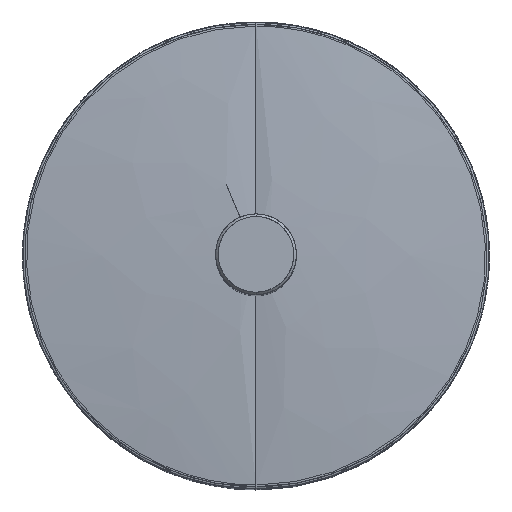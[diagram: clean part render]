
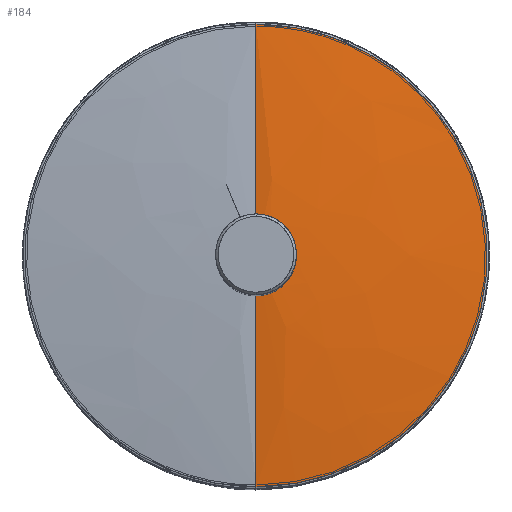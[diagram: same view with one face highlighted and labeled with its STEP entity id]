
A CAD part, top view. The second image highlights one B-rep face of the part: STEP entity #184.
In plain terms, the highlighted free-form (B-spline) face has degree [3, 3] with [4, 4] control points.
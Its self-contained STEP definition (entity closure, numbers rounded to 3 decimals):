
#184=ADVANCED_FACE('',(#237),#1521,.T.);
#237=FACE_OUTER_BOUND('',#300,.T.);
#300=EDGE_LOOP('',(#450,#451,#452));
#450=ORIENTED_EDGE('',*,*,#1237,.F.);
#451=ORIENTED_EDGE('',*,*,#1238,.T.);
#452=ORIENTED_EDGE('',*,*,#1235,.F.);
#619=PCURVE('',#1520,#791);
#621=PCURVE('',#1520,#793);
#622=PCURVE('',#1521,#794);
#623=PCURVE('',#1521,#795);
#624=PCURVE('',#1521,#796);
#791=DEFINITIONAL_REPRESENTATION('',(#963),#3712);
#793=DEFINITIONAL_REPRESENTATION('',(#965),#3712);
#794=DEFINITIONAL_REPRESENTATION('',(#966),#3712);
#795=DEFINITIONAL_REPRESENTATION('',(#967),#3712);
#796=DEFINITIONAL_REPRESENTATION('',(#968),#3712);
#963=B_SPLINE_CURVE_WITH_KNOTS('',1,(#3404,#3405),.UNSPECIFIED.,.F.,.F.,
(2,2),(0.,1.),.UNSPECIFIED.);
#965=B_SPLINE_CURVE_WITH_KNOTS('',1,(#3416,#3417),.UNSPECIFIED.,.F.,.F.,
(2,2),(-1.,0.),.UNSPECIFIED.);
#966=B_SPLINE_CURVE_WITH_KNOTS('',1,(#3418,#3419),.UNSPECIFIED.,.F.,.F.,
(2,2),(-1.,0.),.UNSPECIFIED.);
#967=B_SPLINE_CURVE_WITH_KNOTS('',1,(#3424,#3425),.UNSPECIFIED.,.F.,.F.,
(2,2),(0.,0.5),.UNSPECIFIED.);
#968=B_SPLINE_CURVE_WITH_KNOTS('',1,(#3426,#3427),.UNSPECIFIED.,.F.,.F.,
(2,2),(0.,1.),.UNSPECIFIED.);
#1103=SURFACE_CURVE('',#1367,(#619,#624),.PCURVE_S1.);
#1105=SURFACE_CURVE('',#1369,(#621,#622),.PCURVE_S1.);
#1106=SURFACE_CURVE('',#1370,(#623),.PCURVE_S1.);
#1235=EDGE_CURVE('',#1475,#1477,#1103,.T.);
#1237=EDGE_CURVE('',#1476,#1475,#1105,.T.);
#1238=EDGE_CURVE('',#1476,#1477,#1106,.T.);
#1367=(
BOUNDED_CURVE()
B_SPLINE_CURVE(3,(#3400,#3401,#3402,#3403),.UNSPECIFIED.,.F.,.F.)
B_SPLINE_CURVE_WITH_KNOTS((4,4),(0.,1.),.UNSPECIFIED.)
CURVE()
GEOMETRIC_REPRESENTATION_ITEM()
RATIONAL_B_SPLINE_CURVE((1.,0.999,0.999,1.))
REPRESENTATION_ITEM('')
);
#1369=(
BOUNDED_CURVE()
B_SPLINE_CURVE(3,(#3412,#3413,#3414,#3415),.UNSPECIFIED.,.F.,.F.)
B_SPLINE_CURVE_WITH_KNOTS((4,4),(-1.,0.),.UNSPECIFIED.)
CURVE()
GEOMETRIC_REPRESENTATION_ITEM()
RATIONAL_B_SPLINE_CURVE((1.,0.999,0.999,1.))
REPRESENTATION_ITEM('')
);
#1370=(
BOUNDED_CURVE()
B_SPLINE_CURVE(3,(#3420,#3421,#3422,#3423),.UNSPECIFIED.,.F.,.F.)
B_SPLINE_CURVE_WITH_KNOTS((4,4),(0.,0.5),.UNSPECIFIED.)
CURVE()
GEOMETRIC_REPRESENTATION_ITEM()
RATIONAL_B_SPLINE_CURVE((1.,0.333,0.333,1.))
REPRESENTATION_ITEM('')
);
#1475=VERTEX_POINT('',#3397);
#1476=VERTEX_POINT('',#3398);
#1477=VERTEX_POINT('',#3399);
#1520=(
BOUNDED_SURFACE()
B_SPLINE_SURFACE(3,3,((#3365,#3366,#3367,#3368),(#3369,#3370,#3371,#3372),
(#3373,#3374,#3375,#3376),(#3377,#3378,#3379,#3380)),.UNSPECIFIED.,.F.,
 .F.,.F.)
B_SPLINE_SURFACE_WITH_KNOTS((4,4),(4,4),(0.,1.),(0.5,1.),.UNSPECIFIED.)
GEOMETRIC_REPRESENTATION_ITEM()
RATIONAL_B_SPLINE_SURFACE(((1.,0.333,0.333,1.),
(0.999,0.333,0.333,0.999),
(0.999,0.333,0.333,0.999),
(1.,0.333,0.333,1.)))
REPRESENTATION_ITEM('')
SURFACE()
);
#1521=(
BOUNDED_SURFACE()
B_SPLINE_SURFACE(3,3,((#3381,#3382,#3383,#3384),(#3385,#3386,#3387,#3388),
(#3389,#3390,#3391,#3392),(#3393,#3394,#3395,#3396)),.UNSPECIFIED.,.F.,
 .F.,.F.)
B_SPLINE_SURFACE_WITH_KNOTS((4,4),(4,4),(0.,1.),(0.,0.5),.UNSPECIFIED.)
GEOMETRIC_REPRESENTATION_ITEM()
RATIONAL_B_SPLINE_SURFACE(((1.,0.333,0.333,1.),
(0.999,0.333,0.333,0.999),
(0.999,0.333,0.333,0.999),
(1.,0.333,0.333,1.)))
REPRESENTATION_ITEM('')
SURFACE()
);
#3365=CARTESIAN_POINT('',(0.,-0.035,140.429));
#3366=CARTESIAN_POINT('',(0.,-0.035,140.429));
#3367=CARTESIAN_POINT('',(0.,-0.035,140.429));
#3368=CARTESIAN_POINT('',(0.,-0.035,140.429));
#3369=CARTESIAN_POINT('',(0.,14.777,140.467));
#3370=CARTESIAN_POINT('',(-29.624,14.777,140.467));
#3371=CARTESIAN_POINT('',(-29.624,-14.847,140.467));
#3372=CARTESIAN_POINT('',(0.,-14.847,140.467));
#3373=CARTESIAN_POINT('',(0.,29.567,139.658));
#3374=CARTESIAN_POINT('',(-59.204,29.567,139.658));
#3375=CARTESIAN_POINT('',(-59.204,-29.637,139.658));
#3376=CARTESIAN_POINT('',(0.,-29.637,139.658));
#3377=CARTESIAN_POINT('',(0.,44.287,138.005));
#3378=CARTESIAN_POINT('',(-88.644,44.287,138.005));
#3379=CARTESIAN_POINT('',(-88.644,-44.357,138.005));
#3380=CARTESIAN_POINT('',(0.,-44.357,138.005));
#3381=CARTESIAN_POINT('',(0.,-0.035,140.429));
#3382=CARTESIAN_POINT('',(0.,-0.035,140.429));
#3383=CARTESIAN_POINT('',(0.,-0.035,140.429));
#3384=CARTESIAN_POINT('',(0.,-0.035,140.429));
#3385=CARTESIAN_POINT('',(0.,-14.847,140.467));
#3386=CARTESIAN_POINT('',(29.624,-14.847,140.467));
#3387=CARTESIAN_POINT('',(29.624,14.777,140.467));
#3388=CARTESIAN_POINT('',(0.,14.777,140.467));
#3389=CARTESIAN_POINT('',(0.,-29.637,139.658));
#3390=CARTESIAN_POINT('',(59.204,-29.637,139.658));
#3391=CARTESIAN_POINT('',(59.204,29.567,139.658));
#3392=CARTESIAN_POINT('',(0.,29.567,139.658));
#3393=CARTESIAN_POINT('',(0.,-44.357,138.005));
#3394=CARTESIAN_POINT('',(88.644,-44.357,138.005));
#3395=CARTESIAN_POINT('',(88.644,44.287,138.005));
#3396=CARTESIAN_POINT('',(0.,44.287,138.005));
#3397=CARTESIAN_POINT('',(0.,-0.035,140.429));
#3398=CARTESIAN_POINT('',(0.,-44.357,138.005));
#3399=CARTESIAN_POINT('',(0.,44.287,138.005));
#3400=CARTESIAN_POINT('',(0.,-0.035,140.429));
#3401=CARTESIAN_POINT('',(0.,14.777,140.467));
#3402=CARTESIAN_POINT('',(0.,29.567,139.658));
#3403=CARTESIAN_POINT('',(0.,44.287,138.005));
#3404=CARTESIAN_POINT('',(0.,0.5));
#3405=CARTESIAN_POINT('',(1.,0.5));
#3412=CARTESIAN_POINT('',(0.,-44.357,138.005));
#3413=CARTESIAN_POINT('',(0.,-29.637,139.658));
#3414=CARTESIAN_POINT('',(0.,-14.847,140.467));
#3415=CARTESIAN_POINT('',(0.,-0.035,140.429));
#3416=CARTESIAN_POINT('',(1.,1.));
#3417=CARTESIAN_POINT('',(0.,1.));
#3418=CARTESIAN_POINT('',(1.,0.));
#3419=CARTESIAN_POINT('',(0.,0.));
#3420=CARTESIAN_POINT('',(0.,-44.357,138.005));
#3421=CARTESIAN_POINT('',(88.644,-44.357,138.005));
#3422=CARTESIAN_POINT('',(88.644,44.287,138.005));
#3423=CARTESIAN_POINT('',(0.,44.287,138.005));
#3424=CARTESIAN_POINT('',(1.,0.));
#3425=CARTESIAN_POINT('',(1.,0.5));
#3426=CARTESIAN_POINT('',(0.,0.5));
#3427=CARTESIAN_POINT('',(1.,0.5));
#3712=(
GEOMETRIC_REPRESENTATION_CONTEXT(2)
PARAMETRIC_REPRESENTATION_CONTEXT()
REPRESENTATION_CONTEXT('pspace','')
);
